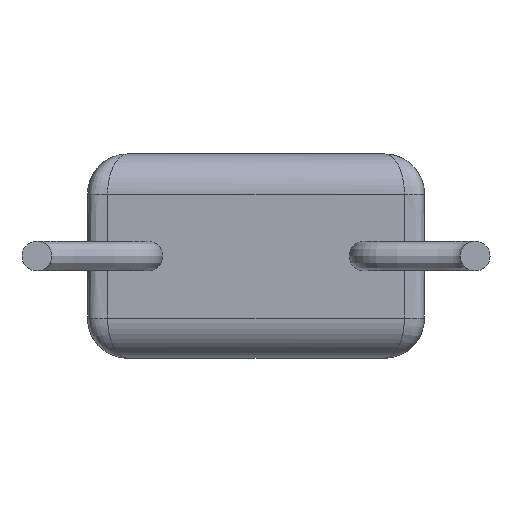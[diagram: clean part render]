
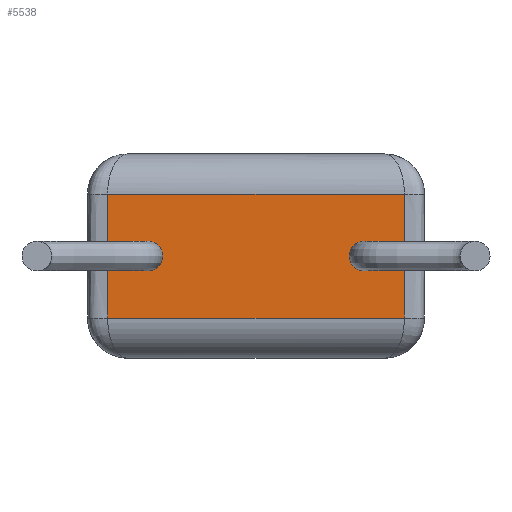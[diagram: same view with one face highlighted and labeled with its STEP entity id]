
A CAD part, front view. The second image highlights one B-rep face of the part: STEP entity #5538.
In plain terms, the highlighted planar face has unit normal (0, -1, 0).
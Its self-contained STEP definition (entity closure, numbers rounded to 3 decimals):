
#26 = CARTESIAN_POINT ( 'NONE',  ( 0., 0., 5.08 ) ) ;
#180 = CIRCLE ( 'NONE', #577, 0.37 ) ;
#235 = ORIENTED_EDGE ( 'NONE', *, *, #2600, .T. ) ;
#286 = FACE_BOUND ( 'NONE', #3548, .T. ) ;
#577 = AXIS2_PLACEMENT_3D ( 'NONE', #3469, #3018, #1459 ) ;
#687 = FACE_BOUND ( 'NONE', #2800, .T. ) ;
#739 = CARTESIAN_POINT ( 'NONE',  ( 1.501, 0., 2.54 ) ) ;
#748 = EDGE_CURVE ( 'NONE', #4679, #3540, #6106, .T. ) ;
#841 = CARTESIAN_POINT ( 'NONE',  ( 1.501, 0., 2.54 ) ) ;
#928 = VERTEX_POINT ( 'NONE', #5320 ) ;
#1240 = DIRECTION ( 'NONE',  ( 0., -1., 0. ) ) ;
#1254 = CARTESIAN_POINT ( 'NONE',  ( 0.5, 0., 4.08 ) ) ;
#1263 = DIRECTION ( 'NONE',  ( 1., 0., 0. ) ) ;
#1282 = ORIENTED_EDGE ( 'NONE', *, *, #5746, .F. ) ;
#1329 = VERTEX_POINT ( 'NONE', #4987 ) ;
#1366 = ORIENTED_EDGE ( 'NONE', *, *, #3342, .T. ) ;
#1401 = CARTESIAN_POINT ( 'NONE',  ( 0., 0., 4.08 ) ) ;
#1459 = DIRECTION ( 'NONE',  ( 0., 0., -1. ) ) ;
#1656 = ORIENTED_EDGE ( 'NONE', *, *, #4658, .T. ) ;
#1763 = CARTESIAN_POINT ( 'NONE',  ( 0.5, 0., 1. ) ) ;
#1771 = ORIENTED_EDGE ( 'NONE', *, *, #5047, .T. ) ;
#1895 = CARTESIAN_POINT ( 'NONE',  ( 7.88, 0., 2.027 ) ) ;
#1967 = CARTESIAN_POINT ( 'NONE',  ( 7.88, 0., 3.053 ) ) ;
#1987 = VERTEX_POINT ( 'NONE', #5923 ) ;
#2051 = AXIS2_PLACEMENT_3D ( 'NONE', #26, #4120, #2584 ) ;
#2252 = DIRECTION ( 'NONE',  ( 0., 0., 1. ) ) ;
#2268 = DIRECTION ( 'NONE',  ( 0., 0., -1. ) ) ;
#2346 = AXIS2_PLACEMENT_3D ( 'NONE', #841, #3443, #6030 ) ;
#2502 = B_SPLINE_CURVE_WITH_KNOTS ( 'NONE', 3,
 ( #5528, #1895, #1967, #2992 ),
 .UNSPECIFIED., .F., .F.,
 ( 4, 4 ),
 ( 0.197, 0.803 ),
 .UNSPECIFIED. ) ;
#2545 = FACE_OUTER_BOUND ( 'NONE', #5821, .T. ) ;
#2549 = VERTEX_POINT ( 'NONE', #1763 ) ;
#2584 = DIRECTION ( 'NONE',  ( 0., 0., 1. ) ) ;
#2600 = EDGE_CURVE ( 'NONE', #3540, #2549, #3349, .T. ) ;
#2626 = ORIENTED_EDGE ( 'NONE', *, *, #6296, .T. ) ;
#2704 = VERTEX_POINT ( 'NONE', #4406 ) ;
#2761 = CARTESIAN_POINT ( 'NONE',  ( 7.88, 0., 1. ) ) ;
#2769 = EDGE_CURVE ( 'NONE', #1329, #1987, #3212, .T. ) ;
#2800 = EDGE_LOOP ( 'NONE', ( #1282, #4421 ) ) ;
#2926 = CARTESIAN_POINT ( 'NONE',  ( 7.88, 0., 4.08 ) ) ;
#2992 = CARTESIAN_POINT ( 'NONE',  ( 7.88, 0., 4.08 ) ) ;
#3018 = DIRECTION ( 'NONE',  ( 0., 1., 0. ) ) ;
#3212 = CIRCLE ( 'NONE', #3247, 0.37 ) ;
#3247 = AXIS2_PLACEMENT_3D ( 'NONE', #739, #1240, #2252 ) ;
#3321 = CARTESIAN_POINT ( 'NONE',  ( 0.5, 0., 2.027 ) ) ;
#3342 = EDGE_CURVE ( 'NONE', #928, #2704, #5165, .T. ) ;
#3349 = B_SPLINE_CURVE_WITH_KNOTS ( 'NONE', 3,
 ( #4271, #4337, #3321, #6484 ),
 .UNSPECIFIED., .F., .F.,
 ( 4, 4 ),
 ( 0.197, 0.803 ),
 .UNSPECIFIED. ) ;
#3376 = VECTOR ( 'NONE', #1263, 1000. ) ;
#3443 = DIRECTION ( 'NONE',  ( 0., -1., 0. ) ) ;
#3469 = CARTESIAN_POINT ( 'NONE',  ( 6.879, 0., 2.54 ) ) ;
#3498 = DIRECTION ( 'NONE',  ( -1., 0., 0. ) ) ;
#3540 = VERTEX_POINT ( 'NONE', #1254 ) ;
#3548 = EDGE_LOOP ( 'NONE', ( #1656, #1366 ) ) ;
#3696 = AXIS2_PLACEMENT_3D ( 'NONE', #4263, #4332, #2268 ) ;
#3788 = ORIENTED_EDGE ( 'NONE', *, *, #748, .T. ) ;
#4120 = DIRECTION ( 'NONE',  ( 0., 1., 0. ) ) ;
#4177 = VECTOR ( 'NONE', #3498, 1000. ) ;
#4263 = CARTESIAN_POINT ( 'NONE',  ( 6.879, 0., 2.54 ) ) ;
#4271 = CARTESIAN_POINT ( 'NONE',  ( 0.5, 0., 4.08 ) ) ;
#4332 = DIRECTION ( 'NONE',  ( 0., 1., 0. ) ) ;
#4337 = CARTESIAN_POINT ( 'NONE',  ( 0.5, 0., 3.053 ) ) ;
#4406 = CARTESIAN_POINT ( 'NONE',  ( 6.879, 0., 2.91 ) ) ;
#4421 = ORIENTED_EDGE ( 'NONE', *, *, #2769, .F. ) ;
#4545 = CIRCLE ( 'NONE', #2346, 0.37 ) ;
#4658 = EDGE_CURVE ( 'NONE', #2704, #928, #180, .T. ) ;
#4679 = VERTEX_POINT ( 'NONE', #2926 ) ;
#4684 = LINE ( 'NONE', #2761, #3376 ) ;
#4987 = CARTESIAN_POINT ( 'NONE',  ( 1.501, 0., 2.17 ) ) ;
#5047 = EDGE_CURVE ( 'NONE', #2549, #5097, #4684, .T. ) ;
#5097 = VERTEX_POINT ( 'NONE', #5428 ) ;
#5165 = CIRCLE ( 'NONE', #3696, 0.37 ) ;
#5320 = CARTESIAN_POINT ( 'NONE',  ( 6.879, 0., 2.17 ) ) ;
#5428 = CARTESIAN_POINT ( 'NONE',  ( 7.88, 0., 1. ) ) ;
#5528 = CARTESIAN_POINT ( 'NONE',  ( 7.88, 0., 1. ) ) ;
#5538 = ADVANCED_FACE ( 'NONE', ( #286, #2545, #687 ), #6128, .F. ) ;
#5746 = EDGE_CURVE ( 'NONE', #1987, #1329, #4545, .T. ) ;
#5821 = EDGE_LOOP ( 'NONE', ( #235, #1771, #2626, #3788 ) ) ;
#5923 = CARTESIAN_POINT ( 'NONE',  ( 1.501, 0., 2.91 ) ) ;
#6030 = DIRECTION ( 'NONE',  ( 0., 0., 1. ) ) ;
#6106 = LINE ( 'NONE', #1401, #4177 ) ;
#6128 = PLANE ( 'NONE',  #2051 ) ;
#6296 = EDGE_CURVE ( 'NONE', #5097, #4679, #2502, .T. ) ;
#6484 = CARTESIAN_POINT ( 'NONE',  ( 0.5, 0., 1. ) ) ;
